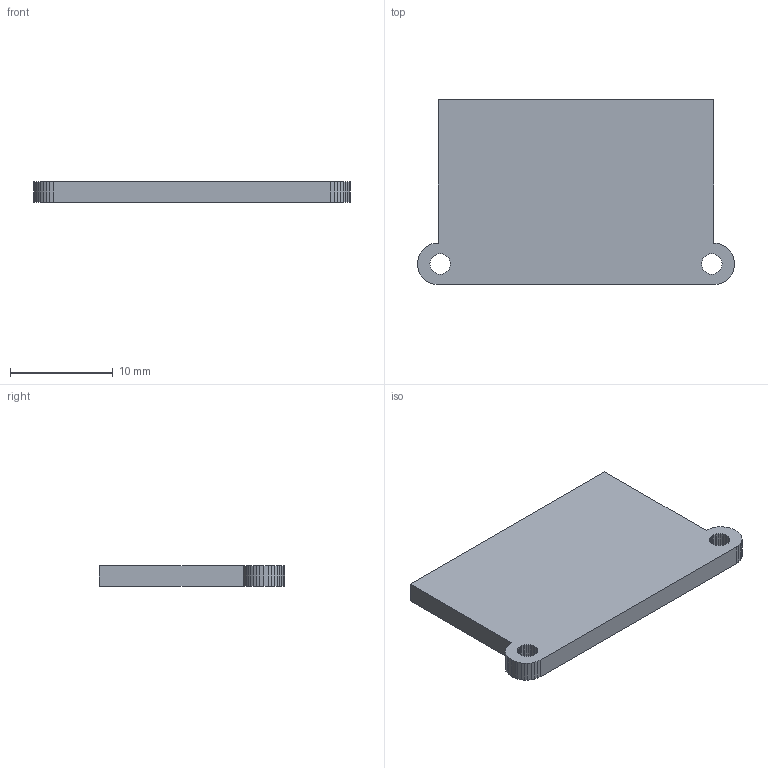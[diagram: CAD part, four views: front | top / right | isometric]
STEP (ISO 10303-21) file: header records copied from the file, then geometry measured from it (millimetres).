
FILE_DESCRIPTION(/* description */ (''),/* implementation_level */ '2;1');
FILE_NAME(/* name */ 'MTF-02P_bottom_case.step',/* time_stamp */ '2026-02-08T12:30:54-05:00',/* author */ (''),/* organization */ (''),/* preprocessor_version */ 'ST-DEVELOPER v20.1',/* originating_system */ 'Autodesk Translation Framework v14.24.0.0',/* authorisation */ '');
FILE_SCHEMA (('AUTOMOTIVE_DESIGN { 1 0 10303 214 3 1 1 }'));
Length unit declared in the file: millimetre
Products named in the file (1): 2026-02-08-12-30-54-890
Bounding box: 30.8 x 18 x 2 mm (x, y, z)
Volume: 976.5 mm3; surface area: 1190.2 mm2
Topology: 1 solids, 1 shells, 113 faces, 333 edges, 222 vertices
Faces by surface type: plane 113
Entity records: 3728 total; most frequent: CARTESIAN_POINT 669, ORIENTED_EDGE 666, DIRECTION 561, LINE 333, VECTOR 333, EDGE_CURVE 333, VERTEX_POINT 222, EDGE_LOOP 117
